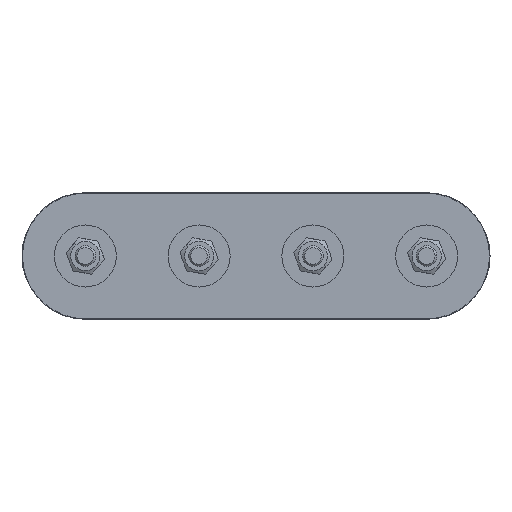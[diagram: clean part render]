
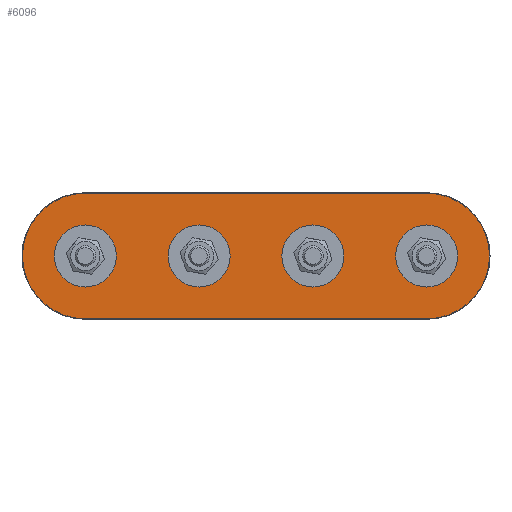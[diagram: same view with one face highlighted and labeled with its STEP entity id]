
A CAD part, front view. The second image highlights one B-rep face of the part: STEP entity #6096.
In plain terms, the highlighted planar face has unit normal (0, -1, 0).
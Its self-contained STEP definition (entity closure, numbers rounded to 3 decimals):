
#450=FACE_BOUND('',#1988,.T.);
#451=FACE_BOUND('',#1989,.T.);
#452=FACE_BOUND('',#1990,.T.);
#453=FACE_BOUND('',#1991,.T.);
#542=PLANE('',#7033);
#667=LINE('',#11158,#807);
#668=LINE('',#11161,#808);
#807=VECTOR('',#9007,10.);
#808=VECTOR('',#9010,10.);
#1288=FACE_OUTER_BOUND('',#1987,.T.);
#1987=EDGE_LOOP('',(#5312,#5313,#5314,#5315));
#1988=EDGE_LOOP('',(#5316));
#1989=EDGE_LOOP('',(#5317));
#1990=EDGE_LOOP('',(#5318));
#1991=EDGE_LOOP('',(#5319));
#2135=CIRCLE('',#6332,4.);
#2258=CIRCLE('',#6557,4.);
#2381=CIRCLE('',#6782,4.);
#2510=CIRCLE('',#7014,4.);
#2518=CIRCLE('',#7034,24.3);
#2519=CIRCLE('',#7035,24.3);
#2665=VERTEX_POINT('',#9518);
#2806=VERTEX_POINT('',#10018);
#2947=VERTEX_POINT('',#10518);
#3100=VERTEX_POINT('',#11086);
#3116=VERTEX_POINT('',#11154);
#3117=VERTEX_POINT('',#11155);
#3118=VERTEX_POINT('',#11157);
#3119=VERTEX_POINT('',#11159);
#3285=EDGE_CURVE('',#2665,#2665,#2135,.T.);
#3463=EDGE_CURVE('',#2806,#2806,#2258,.T.);
#3641=EDGE_CURVE('',#2947,#2947,#2381,.T.);
#3833=EDGE_CURVE('',#3100,#3100,#2510,.T.);
#3858=EDGE_CURVE('',#3116,#3117,#2518,.T.);
#3859=EDGE_CURVE('',#3118,#3116,#667,.T.);
#3860=EDGE_CURVE('',#3119,#3118,#2519,.T.);
#3861=EDGE_CURVE('',#3117,#3119,#668,.T.);
#5312=ORIENTED_EDGE('',*,*,#3858,.F.);
#5313=ORIENTED_EDGE('',*,*,#3859,.F.);
#5314=ORIENTED_EDGE('',*,*,#3860,.F.);
#5315=ORIENTED_EDGE('',*,*,#3861,.F.);
#5316=ORIENTED_EDGE('',*,*,#3285,.T.);
#5317=ORIENTED_EDGE('',*,*,#3463,.T.);
#5318=ORIENTED_EDGE('',*,*,#3641,.T.);
#5319=ORIENTED_EDGE('',*,*,#3833,.T.);
#6096=ADVANCED_FACE('',(#1288,#450,#451,#452,#453),#542,.T.);
#6332=AXIS2_PLACEMENT_3D('',#9520,#7503,#7504);
#6557=AXIS2_PLACEMENT_3D('',#10020,#7982,#7983);
#6782=AXIS2_PLACEMENT_3D('',#10520,#8461,#8462);
#7014=AXIS2_PLACEMENT_3D('',#11088,#8955,#8956);
#7033=AXIS2_PLACEMENT_3D('',#11153,#9003,#9004);
#7034=AXIS2_PLACEMENT_3D('',#11156,#9005,#9006);
#7035=AXIS2_PLACEMENT_3D('',#11160,#9008,#9009);
#7503=DIRECTION('center_axis',(0.,1.,0.));
#7504=DIRECTION('ref_axis',(0.985,0.,-0.174));
#7982=DIRECTION('center_axis',(0.,1.,0.));
#7983=DIRECTION('ref_axis',(0.985,0.,-0.174));
#8461=DIRECTION('center_axis',(0.,1.,0.));
#8462=DIRECTION('ref_axis',(-0.985,0.,0.174));
#8955=DIRECTION('center_axis',(0.,1.,0.));
#8956=DIRECTION('ref_axis',(0.985,0.,-0.174));
#9003=DIRECTION('center_axis',(0.,-1.,0.));
#9004=DIRECTION('ref_axis',(1.,0.,0.));
#9005=DIRECTION('center_axis',(0.,1.,0.));
#9006=DIRECTION('ref_axis',(-1.,0.,0.));
#9007=DIRECTION('',(-1.,0.,0.));
#9008=DIRECTION('center_axis',(0.,1.,0.));
#9009=DIRECTION('ref_axis',(1.,0.,0.));
#9010=DIRECTION('',(1.,0.,0.));
#9518=CARTESIAN_POINT('',(62.061,0.,0.695));
#9520=CARTESIAN_POINT('Origin',(66.,0.,0.));
#10018=CARTESIAN_POINT('',(18.061,0.,0.695));
#10020=CARTESIAN_POINT('Origin',(22.,0.,0.));
#10518=CARTESIAN_POINT('',(-18.061,0.,-0.695));
#10520=CARTESIAN_POINT('Origin',(-22.,0.,0.));
#11086=CARTESIAN_POINT('',(-69.939,0.,0.695));
#11088=CARTESIAN_POINT('Origin',(-66.,0.,0.));
#11153=CARTESIAN_POINT('Origin',(22.,0.,0.));
#11154=CARTESIAN_POINT('',(-66.,0.,-24.3));
#11155=CARTESIAN_POINT('',(-66.,0.,24.3));
#11156=CARTESIAN_POINT('Origin',(-66.,0.,0.));
#11157=CARTESIAN_POINT('',(66.,0.,-24.3));
#11158=CARTESIAN_POINT('',(0.,0.,-24.3));
#11159=CARTESIAN_POINT('',(66.,0.,24.3));
#11160=CARTESIAN_POINT('Origin',(66.,0.,0.));
#11161=CARTESIAN_POINT('',(44.,0.,24.3));
